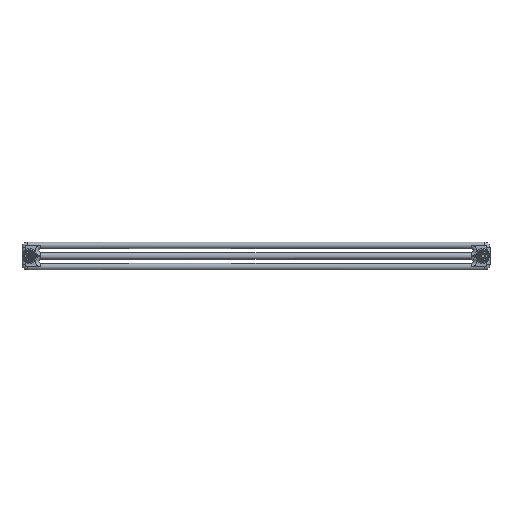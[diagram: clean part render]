
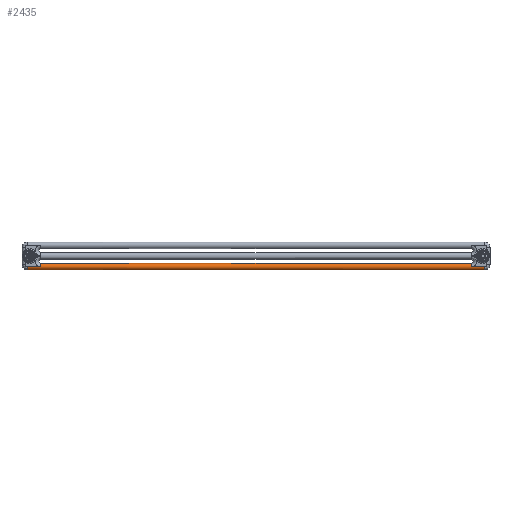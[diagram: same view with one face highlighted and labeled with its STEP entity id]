
A CAD part, left-side view. The second image highlights one B-rep face of the part: STEP entity #2435.
In plain terms, the highlighted cylindrical face has radius 12.5 mm (diameter 25 mm), a partial arc.
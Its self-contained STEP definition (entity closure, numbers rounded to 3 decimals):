
#391=DIRECTION('',(0.,1.,0.));
#392=VECTOR('',#391,51.85);
#393=CARTESIAN_POINT('',(12.5,-1738.275,0.));
#394=LINE('',#393,#392);
#668=DIRECTION('',(0.,-1.,0.));
#669=VECTOR('',#668,1633.1);
#670=CARTESIAN_POINT('',(25.,-41.725,-12.575));
#671=LINE('',#670,#669);
#672=DIRECTION('',(0.,-1.,0.001));
#673=VECTOR('',#672,11.6);
#674=CARTESIAN_POINT('',(25.,-1674.825,-12.575));
#675=LINE('',#674,#673);
#676=CARTESIAN_POINT('',(12.5,-1686.425,-12.5));
#677=DIRECTION('',(0.,1.,0.));
#678=DIRECTION('',(0.,0.,1.));
#679=AXIS2_PLACEMENT_3D('',#676,#677,#678);
#681=CARTESIAN_POINT('',(12.5,-1738.275,-12.5));
#682=DIRECTION('',(0.,1.,0.));
#683=DIRECTION('',(-1.,0.,-0.008));
#684=AXIS2_PLACEMENT_3D('',#681,#682,#683);
#686=DIRECTION('',(0.,-1.,0.));
#687=VECTOR('',#686,63.45);
#688=CARTESIAN_POINT('',(0.,-1674.825,-12.575));
#689=LINE('',#688,#687);
#690=DIRECTION('',(0.,-1.,0.));
#691=VECTOR('',#690,63.45);
#692=CARTESIAN_POINT('',(0.,21.725,-12.6));
#693=LINE('',#692,#691);
#694=DIRECTION('',(0.,1.,-0.002));
#695=VECTOR('',#694,11.6);
#696=CARTESIAN_POINT('',(25.,-41.725,-12.575));
#697=LINE('',#696,#695);
#698=DIRECTION('',(0.,-1.,0.));
#699=VECTOR('',#698,1633.1);
#700=CARTESIAN_POINT('',(0.,-41.725,-12.575));
#701=LINE('',#700,#699);
#717=CARTESIAN_POINT('',(0.,-1738.275,
-12.567));
#750=CARTESIAN_POINT('',(12.5,-30.125,-0.033));
#751=CARTESIAN_POINT('',(13.809,-30.125,-0.033));
#752=CARTESIAN_POINT('',(16.427,-30.125,
-0.4));
#753=CARTESIAN_POINT('',(19.969,-30.125,-2.222));
#754=CARTESIAN_POINT('',(22.781,-30.125,-5.036));
#755=CARTESIAN_POINT('',(24.583,-30.125,-8.55));
#756=CARTESIAN_POINT('',(25.005,-30.125,-11.241));
#757=CARTESIAN_POINT('',(25.,-30.125,-12.6));
#812=DIRECTION('',(0.,1.,0.));
#813=VECTOR('',#812,51.85);
#814=CARTESIAN_POINT('',(12.5,-30.125,-0.033));
#815=LINE('',#814,#813);
#1009=CARTESIAN_POINT('',(0.,21.725,
-12.6));
#1010=CARTESIAN_POINT('',(-0.005,21.725,
-11.241));
#1011=CARTESIAN_POINT('',(0.417,21.725,
-8.55));
#1012=CARTESIAN_POINT('',(2.219,21.725,-5.036));
#1013=CARTESIAN_POINT('',(5.031,21.725,-2.222));
#1014=CARTESIAN_POINT('',(8.573,21.725,
-0.4));
#1015=CARTESIAN_POINT('',(11.191,21.725,
-0.033));
#1016=CARTESIAN_POINT('',(12.5,21.725,
-0.033));
#1476=CARTESIAN_POINT('',(12.5,-30.125,-0.033));
#1477=CARTESIAN_POINT('',(12.5,21.725,
-0.033));
#1478=VERTEX_POINT('',#1476);
#1479=VERTEX_POINT('',#1477);
#1501=VERTEX_POINT('',#1009);
#1502=VERTEX_POINT('',#757);
#1561=CARTESIAN_POINT('',(12.5,-1738.275,0.));
#1562=CARTESIAN_POINT('',(12.5,-1686.425,0.));
#1563=VERTEX_POINT('',#1561);
#1564=VERTEX_POINT('',#1562);
#1585=VERTEX_POINT('',#717);
#1596=CARTESIAN_POINT('',(25.,-1686.425,-12.6));
#1597=VERTEX_POINT('',#1596);
#1657=CARTESIAN_POINT('',(25.,-41.725,-12.575));
#1658=VERTEX_POINT('',#1657);
#1659=CARTESIAN_POINT('',(0.,-41.725,-12.575));
#1660=VERTEX_POINT('',#1659);
#1669=CARTESIAN_POINT('',(25.,-1674.825,-12.575));
#1670=VERTEX_POINT('',#1669);
#1671=CARTESIAN_POINT('',(0.,-1674.825,-12.575));
#1672=VERTEX_POINT('',#1671);
#2406=CARTESIAN_POINT('',(12.5,-3611.767,-12.5));
#2407=DIRECTION('',(0.,1.,0.));
#2408=DIRECTION('',(-1.,0.,0.));
#2409=AXIS2_PLACEMENT_3D('',#2406,#2407,#2408);
#2410=CYLINDRICAL_SURFACE('',#2409,12.5);
#2412=ORIENTED_EDGE('',*,*,#2411,.T.);
#2414=ORIENTED_EDGE('',*,*,#2413,.T.);
#2415=ORIENTED_EDGE('',*,*,#2253,.F.);
#2416=ORIENTED_EDGE('',*,*,#2084,.F.);
#2418=ORIENTED_EDGE('',*,*,#2417,.F.);
#2420=ORIENTED_EDGE('',*,*,#2419,.F.);
#2422=ORIENTED_EDGE('',*,*,#2421,.F.);
#2424=ORIENTED_EDGE('',*,*,#2423,.F.);
#2426=ORIENTED_EDGE('',*,*,#2425,.T.);
#2428=ORIENTED_EDGE('',*,*,#2427,.F.);
#2430=ORIENTED_EDGE('',*,*,#2429,.T.);
#2432=ORIENTED_EDGE('',*,*,#2431,.F.);
#2433=EDGE_LOOP('',(#2412,#2414,#2415,#2416,#2418,#2420,#2422,#2424,#2426,#2428,
#2430,#2432));
#2434=FACE_OUTER_BOUND('',#2433,.F.);
#680=CIRCLE('',#679,12.5);
#685=CIRCLE('',#684,12.5);
#758=B_SPLINE_CURVE_WITH_KNOTS('',3,(#750,#751,#752,#753,#754,#755,#756,#757),
.UNSPECIFIED.,.F.,.F.,(4,1,1,1,1,4),(0.,0.2,0.4,0.6,0.8,1.),
.UNSPECIFIED.);
#1017=B_SPLINE_CURVE_WITH_KNOTS('',3,(#1009,#1010,#1011,#1012,#1013,#1014,#1015,
#1016),.UNSPECIFIED.,.F.,.F.,(4,1,1,1,1,4),(0.,0.2,0.4,0.6,0.8,1.),
.UNSPECIFIED.);
#2084=EDGE_CURVE('',#1563,#1564,#394,.T.);
#2253=EDGE_CURVE('',#1564,#1597,#680,.T.);
#2411=EDGE_CURVE('',#1658,#1670,#671,.T.);
#2413=EDGE_CURVE('',#1670,#1597,#675,.T.);
#2417=EDGE_CURVE('',#1585,#1563,#685,.T.);
#2419=EDGE_CURVE('',#1672,#1585,#689,.T.);
#2421=EDGE_CURVE('',#1660,#1672,#701,.T.);
#2423=EDGE_CURVE('',#1501,#1660,#693,.T.);
#2425=EDGE_CURVE('',#1501,#1479,#1017,.T.);
#2427=EDGE_CURVE('',#1478,#1479,#815,.T.);
#2429=EDGE_CURVE('',#1478,#1502,#758,.T.);
#2431=EDGE_CURVE('',#1658,#1502,#697,.T.);
#2435=ADVANCED_FACE('',(#2434),#2410,.T.);
